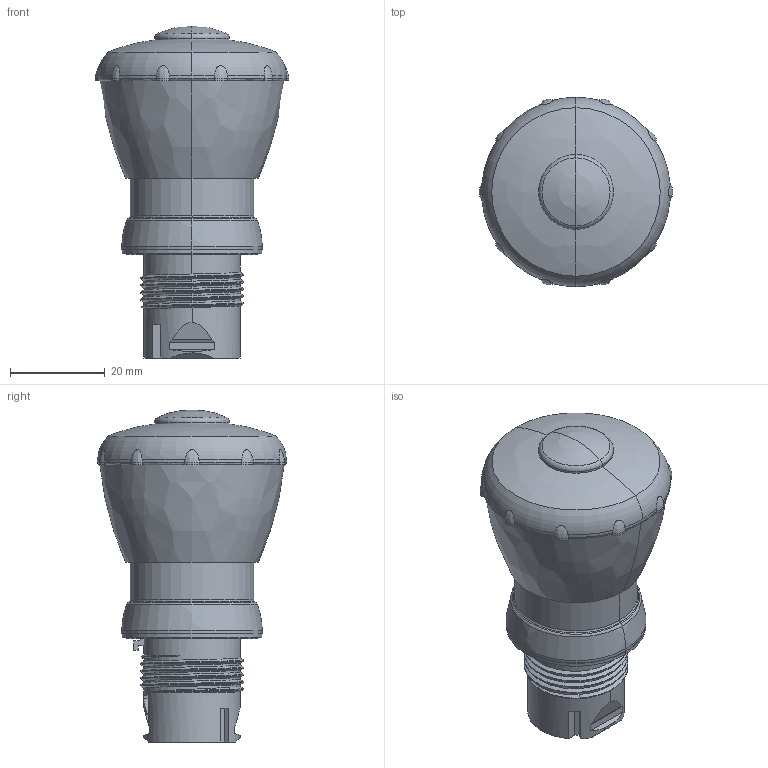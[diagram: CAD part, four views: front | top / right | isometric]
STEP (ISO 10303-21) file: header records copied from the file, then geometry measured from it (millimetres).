
FILE_DESCRIPTION((''),'2;1');
FILE_NAME('800F_LMT4','2009-03-09T',('abschul1'),('Rockwell Automation'),'PRO/ENGINEER BY PARAMETRIC TECHNOLOGY CORPORATION, 2004320','PRO/ENGINEER BY PARAMETRIC TECHNOLOGY CORPORATION, 2004320','');
FILE_SCHEMA(('CONFIG_CONTROL_DESIGN'));
Length unit declared in the file: millimetre
Products named in the file (1): 800F_LMT4
Bounding box: 40.84 x 39.85 x 69.96 mm (x, y, z)
Volume: 33399 mm3; surface area: 11129.6 mm2
Topology: 1 solids, 1 shells, 172 faces, 470 edges, 303 vertices
Faces by surface type: plane 85, cylinder 33, bspline 26, cone 14, torus 12, sphere 2
Entity records: 7893 total; most frequent: CARTESIAN_POINT 3803, ORIENTED_EDGE 936, DIRECTION 728, EDGE_CURVE 468, VERTEX_POINT 303, AXIS2_PLACEMENT_3D 269, VECTOR 190, LINE 190
